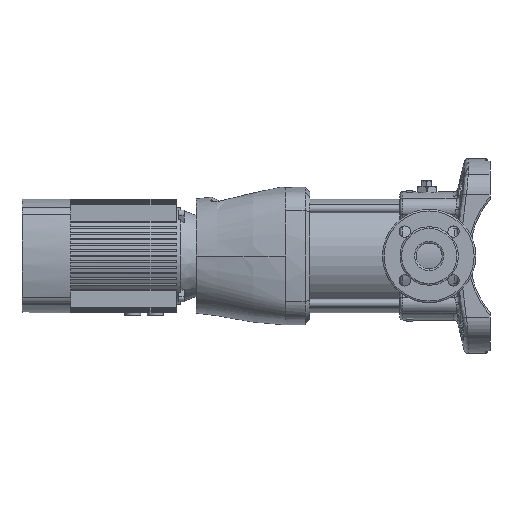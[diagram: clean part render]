
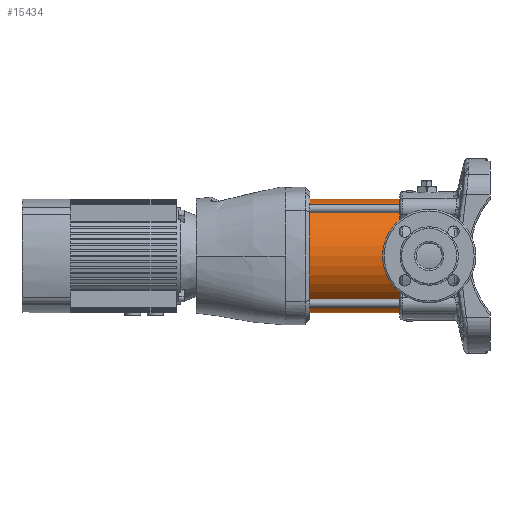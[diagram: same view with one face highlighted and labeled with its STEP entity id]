
A CAD part, left-side view. The second image highlights one B-rep face of the part: STEP entity #15434.
In plain terms, the highlighted cylindrical face has radius 70 mm (diameter 140 mm), a partial arc.
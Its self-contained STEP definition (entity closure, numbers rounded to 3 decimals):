
#292 = AXIS2_PLACEMENT_3D ( 'NONE', #54095, #27362, #48528 ) ;
#3197 = LINE ( 'NONE', #7384, #43735 ) ;
#5934 = VERTEX_POINT ( 'NONE', #61064 ) ;
#6175 = CYLINDRICAL_SURFACE ( 'NONE', #292, 70. ) ;
#7322 = VERTEX_POINT ( 'NONE', #47433 ) ;
#7384 = CARTESIAN_POINT ( 'NONE',  ( 0., 222., -70. ) ) ;
#11306 = CIRCLE ( 'NONE', #50119, 70. ) ;
#15434 = ADVANCED_FACE ( 'NONE', ( #53749 ), #6175, .T. ) ;
#16048 = CIRCLE ( 'NONE', #21600, 70. ) ;
#18837 = DIRECTION ( 'NONE',  ( 0., -1., 0. ) ) ;
#19134 = DIRECTION ( 'NONE',  ( 0., -1., 0. ) ) ;
#19248 = EDGE_LOOP ( 'NONE', ( #56027, #35605, #56435, #43963 ) ) ;
#21600 = AXIS2_PLACEMENT_3D ( 'NONE', #25669, #40968, #62450 ) ;
#23530 = VERTEX_POINT ( 'NONE', #50237 ) ;
#24755 = EDGE_CURVE ( 'NONE', #23530, #7322, #3197, .T. ) ;
#25070 = EDGE_CURVE ( 'NONE', #7322, #34381, #16048, .T. ) ;
#25669 = CARTESIAN_POINT ( 'NONE',  ( 0., 111., 0. ) ) ;
#27362 = DIRECTION ( 'NONE',  ( 0., -1., 0. ) ) ;
#33784 = EDGE_CURVE ( 'NONE', #5934, #34381, #56294, .T. ) ;
#34381 = VERTEX_POINT ( 'NONE', #39435 ) ;
#35605 = ORIENTED_EDGE ( 'NONE', *, *, #37321, .F. ) ;
#37321 = EDGE_CURVE ( 'NONE', #23530, #5934, #11306, .T. ) ;
#39435 = CARTESIAN_POINT ( 'NONE',  ( 0., 111., 70. ) ) ;
#40409 = DIRECTION ( 'NONE',  ( 0., 1., 0. ) ) ;
#40968 = DIRECTION ( 'NONE',  ( 0., 1., 0. ) ) ;
#43735 = VECTOR ( 'NONE', #18837, 1000. ) ;
#43963 = ORIENTED_EDGE ( 'NONE', *, *, #25070, .T. ) ;
#47433 = CARTESIAN_POINT ( 'NONE',  ( 0., 111., -70. ) ) ;
#48528 = DIRECTION ( 'NONE',  ( 0., 0., -1. ) ) ;
#50119 = AXIS2_PLACEMENT_3D ( 'NONE', #68482, #40409, #61574 ) ;
#50237 = CARTESIAN_POINT ( 'NONE',  ( 0., 222., -70. ) ) ;
#53749 = FACE_OUTER_BOUND ( 'NONE', #19248, .T. ) ;
#54095 = CARTESIAN_POINT ( 'NONE',  ( 0., 222., 0. ) ) ;
#56027 = ORIENTED_EDGE ( 'NONE', *, *, #33784, .F. ) ;
#56294 = LINE ( 'NONE', #66684, #60740 ) ;
#56435 = ORIENTED_EDGE ( 'NONE', *, *, #24755, .T. ) ;
#60740 = VECTOR ( 'NONE', #19134, 1000. ) ;
#61064 = CARTESIAN_POINT ( 'NONE',  ( 0., 222., 70. ) ) ;
#61574 = DIRECTION ( 'NONE',  ( 0., 0., 1. ) ) ;
#62450 = DIRECTION ( 'NONE',  ( 0., 0., 1. ) ) ;
#66684 = CARTESIAN_POINT ( 'NONE',  ( 0., 222., 70. ) ) ;
#68482 = CARTESIAN_POINT ( 'NONE',  ( 0., 222., 0. ) ) ;
